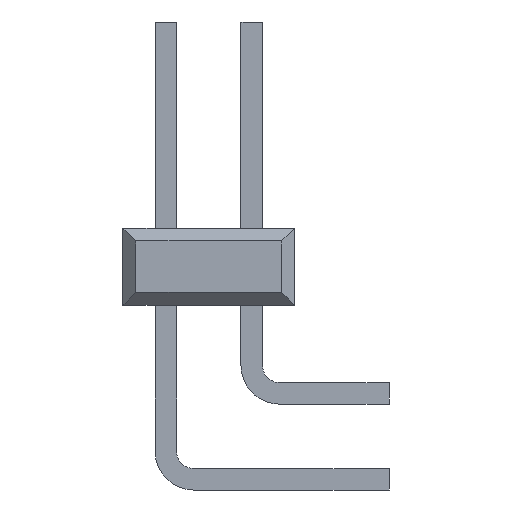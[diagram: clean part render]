
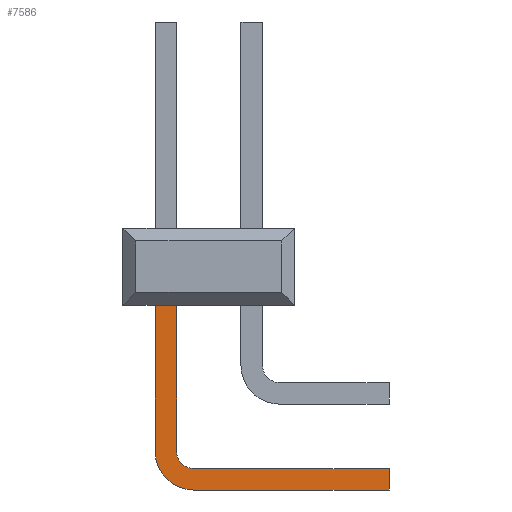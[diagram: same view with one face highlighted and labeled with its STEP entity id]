
A CAD part, left-side view. The second image highlights one B-rep face of the part: STEP entity #7586.
In plain terms, the highlighted planar face has unit normal (-1, 0, 0).
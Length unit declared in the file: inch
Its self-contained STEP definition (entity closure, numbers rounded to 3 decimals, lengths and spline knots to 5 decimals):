
#313=DIRECTION('',(0.,1.,0.));
#314=VECTOR('',#313,0.025);
#315=CARTESIAN_POINT('',(-0.3125,0.1375,-0.045));
#316=LINE('',#315,#314);
#2559=DIRECTION('',(0.,0.,-1.));
#2560=VECTOR('',#2559,0.17);
#2561=CARTESIAN_POINT('',(-0.3125,0.1375,-0.045));
#2562=LINE('',#2561,#2560);
#2563=CARTESIAN_POINT('',(-0.3125,0.1175,-0.215));
#2564=DIRECTION('',(-1.,0.,0.));
#2565=DIRECTION('',(0.,1.,0.));
#2566=AXIS2_PLACEMENT_3D('',#2563,#2564,#2565);
#2568=DIRECTION('',(0.,-1.,0.));
#2569=VECTOR('',#2568,0.2275);
#2570=CARTESIAN_POINT('',(-0.3125,0.1175,-0.235));
#2571=LINE('',#2570,#2569);
#2572=DIRECTION('',(0.,0.,-1.));
#2573=VECTOR('',#2572,0.025);
#2574=CARTESIAN_POINT('',(-0.3125,-0.11,-0.235));
#2575=LINE('',#2574,#2573);
#2576=DIRECTION('',(0.,1.,0.));
#2577=VECTOR('',#2576,0.2275);
#2578=CARTESIAN_POINT('',(-0.3125,-0.11,-0.26));
#2579=LINE('',#2578,#2577);
#2580=CARTESIAN_POINT('',(-0.3125,0.1175,-0.215));
#2581=DIRECTION('',(1.,0.,0.));
#2582=DIRECTION('',(0.,0.,-1.));
#2583=AXIS2_PLACEMENT_3D('',#2580,#2581,#2582);
#2585=DIRECTION('',(0.,0.,1.));
#2586=VECTOR('',#2585,0.17);
#2587=CARTESIAN_POINT('',(-0.3125,0.1625,-0.215));
#2588=LINE('',#2587,#2586);
#3489=CARTESIAN_POINT('',(-0.3125,0.1175,-0.235));
#3490=CARTESIAN_POINT('',(-0.3125,-0.11,-0.235));
#3491=VERTEX_POINT('',#3489);
#3492=VERTEX_POINT('',#3490);
#3493=CARTESIAN_POINT('',(-0.3125,-0.11,-0.26));
#3494=VERTEX_POINT('',#3493);
#3495=CARTESIAN_POINT('',(-0.3125,0.1175,-0.26));
#3496=VERTEX_POINT('',#3495);
#3497=CARTESIAN_POINT('',(-0.3125,0.1625,-0.215));
#3498=VERTEX_POINT('',#3497);
#3499=CARTESIAN_POINT('',(-0.3125,0.1375,-0.215));
#3500=VERTEX_POINT('',#3499);
#3557=CARTESIAN_POINT('',(-0.3125,0.1375,-0.045));
#3558=CARTESIAN_POINT('',(-0.3125,0.1625,-0.045));
#3559=VERTEX_POINT('',#3557);
#3560=VERTEX_POINT('',#3558);
#7564=CARTESIAN_POINT('',(-0.3125,0.015,-0.045));
#7565=DIRECTION('',(1.,0.,0.));
#7566=DIRECTION('',(0.,0.,-1.));
#7567=AXIS2_PLACEMENT_3D('',#7564,#7565,#7566);
#7568=PLANE('',#7567);
#7569=ORIENTED_EDGE('',*,*,#3814,.F.);
#7571=ORIENTED_EDGE('',*,*,#7570,.T.);
#7573=ORIENTED_EDGE('',*,*,#7572,.T.);
#7575=ORIENTED_EDGE('',*,*,#7574,.T.);
#7577=ORIENTED_EDGE('',*,*,#7576,.T.);
#7579=ORIENTED_EDGE('',*,*,#7578,.T.);
#7581=ORIENTED_EDGE('',*,*,#7580,.T.);
#7583=ORIENTED_EDGE('',*,*,#7582,.T.);
#7584=EDGE_LOOP('',(#7569,#7571,#7573,#7575,#7577,#7579,#7581,#7583));
#7585=FACE_OUTER_BOUND('',#7584,.F.);
#7586=ADVANCED_FACE('',(#7585),#7568,.F.);
#2567=CIRCLE('',#2566,0.02);
#2584=CIRCLE('',#2583,0.045);
#3814=EDGE_CURVE('',#3559,#3560,#316,.T.);
#7570=EDGE_CURVE('',#3559,#3500,#2562,.T.);
#7572=EDGE_CURVE('',#3500,#3491,#2567,.T.);
#7574=EDGE_CURVE('',#3491,#3492,#2571,.T.);
#7576=EDGE_CURVE('',#3492,#3494,#2575,.T.);
#7578=EDGE_CURVE('',#3494,#3496,#2579,.T.);
#7580=EDGE_CURVE('',#3496,#3498,#2584,.T.);
#7582=EDGE_CURVE('',#3498,#3560,#2588,.T.);
